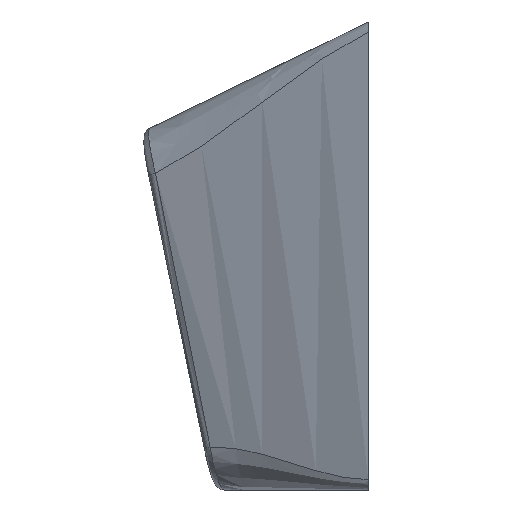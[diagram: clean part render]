
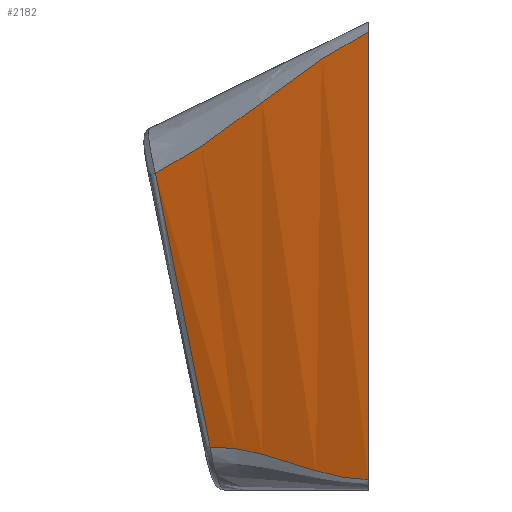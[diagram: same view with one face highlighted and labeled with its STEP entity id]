
A CAD part, left-side view. The second image highlights one B-rep face of the part: STEP entity #2182.
In plain terms, the highlighted free-form (B-spline) face has degree [3, 1] with [6, 2] control points.
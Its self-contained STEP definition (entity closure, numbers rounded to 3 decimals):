
#1959=VERTEX_POINT('',#1960);
#1960=CARTESIAN_POINT('',(0.0,0.0,-0.383));
#1972=EDGE_CURVE('',#1959,#1973,#1975,.F.);
#1973=VERTEX_POINT('',#1974);
#1974=CARTESIAN_POINT('',(0.0,0.0,-17.6));
#1975=LINE('',#1976,#1977);
#1976=CARTESIAN_POINT('',(0.0,0.0,0.0));
#1977=VECTOR('',#1978,1.0);
#1978=DIRECTION('',(0.0,0.0,1.0));
#2182=ADVANCED_FACE('',(#2183),#2290,.F.);
#2183=FACE_BOUND('',#2184,.T.);
#2184=EDGE_LOOP('',(#2185,#2227,#2242,#2289));
#2185=ORIENTED_EDGE('',*,*,#2186,.T.);
#2186=EDGE_CURVE('',#1959,#2187,#2189,.T.);
#2187=VERTEX_POINT('',#2188);
#2188=CARTESIAN_POINT('',(2.9,8.179,-5.82));
#2189=B_SPLINE_CURVE_WITH_KNOTS('',4,(#2190,#2191,#2192,#2193,#2194,#2195,#2196,#2197,#2198,#2199,#2200,#2201,#2202,#2203,#2204,#2205,#2206,#2207,#2208,#2209,#2210,#2211,#2212,#2213,#2214,#2215,#2216,#2217,#2218,#2219,#2220,#2221,#2222,#2223,#2224,#2225,#2226),.UNSPECIFIED.,.F.,.U.,(5,4,4,4,4,4,4,4,4,5),(0.0,0.125,0.25,0.375,0.5,0.625,0.75,0.875,0.938,0.97),.UNSPECIFIED.);
#2190=CARTESIAN_POINT('',(0.,0.,-0.383));
#2191=CARTESIAN_POINT('',(0.092,0.267,-0.517));
#2192=CARTESIAN_POINT('',(0.185,0.539,-0.664));
#2193=CARTESIAN_POINT('',(0.28,0.815,-0.823));
#2194=CARTESIAN_POINT('',(0.377,1.096,-0.993));
#2195=CARTESIAN_POINT('',(0.464,1.35,-1.148));
#2196=CARTESIAN_POINT('',(0.555,1.612,-1.315));
#2197=CARTESIAN_POINT('',(0.648,1.881,-1.494));
#2198=CARTESIAN_POINT('',(0.744,2.157,-1.683));
#2199=CARTESIAN_POINT('',(0.827,2.394,-1.847));
#2200=CARTESIAN_POINT('',(0.915,2.647,-2.026));
#2201=CARTESIAN_POINT('',(1.008,2.914,-2.219));
#2202=CARTESIAN_POINT('',(1.107,3.195,-2.426));
#2203=CARTESIAN_POINT('',(1.177,3.392,-2.572));
#2204=CARTESIAN_POINT('',(1.261,3.63,-2.75));
#2205=CARTESIAN_POINT('',(1.359,3.906,-2.958));
#2206=CARTESIAN_POINT('',(1.471,4.222,-3.195));
#2207=CARTESIAN_POINT('',(1.613,4.619,-3.495));
#2208=CARTESIAN_POINT('',(1.722,4.921,-3.72));
#2209=CARTESIAN_POINT('',(1.798,5.131,-3.876));
#2210=CARTESIAN_POINT('',(1.84,5.249,-3.962));
#2211=CARTESIAN_POINT('',(1.946,5.542,-4.177));
#2212=CARTESIAN_POINT('',(2.044,5.813,-4.37));
#2213=CARTESIAN_POINT('',(2.134,6.062,-4.544));
#2214=CARTESIAN_POINT('',(2.217,6.289,-4.698));
#2215=CARTESIAN_POINT('',(2.321,6.575,-4.89));
#2216=CARTESIAN_POINT('',(2.419,6.847,-5.067));
#2217=CARTESIAN_POINT('',(2.514,7.107,-5.227));
#2218=CARTESIAN_POINT('',(2.604,7.355,-5.373));
#2219=CARTESIAN_POINT('',(2.654,7.495,-5.455));
#2220=CARTESIAN_POINT('',(2.704,7.633,-5.533));
#2221=CARTESIAN_POINT('',(2.753,7.769,-5.607));
#2222=CARTESIAN_POINT('',(2.801,7.902,-5.677));
#2223=CARTESIAN_POINT('',(2.819,7.954,-5.705));
#2224=CARTESIAN_POINT('',(2.842,8.017,-5.738));
#2225=CARTESIAN_POINT('',(2.869,8.092,-5.776));
#2226=CARTESIAN_POINT('',(2.9,8.179,-5.82));
#2227=ORIENTED_EDGE('',*,*,#2228,.T.);
#2228=EDGE_CURVE('',#2187,#2229,#2231,.T.);
#2229=VERTEX_POINT('',#2230);
#2230=CARTESIAN_POINT('',(2.88,6.08,-16.347));
#2231=B_SPLINE_CURVE_WITH_KNOTS('',3,(#2232,#2233,#2234,#2235,#2236,#2237,#2238,#2239,#2240,#2241),.UNSPECIFIED.,.F.,.U.,(4,2,2,2,4),(-5.158,0.,5.367,10.734,15.893),.UNSPECIFIED.);
#2232=CARTESIAN_POINT('',(2.908,9.195,-0.763));
#2233=CARTESIAN_POINT('',(2.906,8.856,-2.449));
#2234=CARTESIAN_POINT('',(2.903,8.517,-4.135));
#2235=CARTESIAN_POINT('',(2.897,7.827,-7.574));
#2236=CARTESIAN_POINT('',(2.894,7.476,-9.328));
#2237=CARTESIAN_POINT('',(2.887,6.776,-12.837));
#2238=CARTESIAN_POINT('',(2.884,6.428,-14.592));
#2239=CARTESIAN_POINT('',(2.877,5.747,-18.033));
#2240=CARTESIAN_POINT('',(2.873,5.414,-19.72));
#2241=CARTESIAN_POINT('',(2.87,5.084,-21.407));
#2242=ORIENTED_EDGE('',*,*,#2243,.T.);
#2243=EDGE_CURVE('',#2229,#1973,#2244,.T.);
#2244=B_SPLINE_CURVE_WITH_KNOTS('',4,(#2245,#2246,#2247,#2248,#2249,#2250,#2251,#2252,#2253,#2254,#2255,#2256,#2257,#2258,#2259,#2260,#2261,#2262,#2263,#2264,#2265,#2266,#2267,#2268,#2269,#2270,#2271,#2272,#2273,#2274,#2275,#2276,#2277,#2278,#2279,#2280,#2281,#2282,#2283,#2284,#2285,#2286,#2287,#2288),.UNSPECIFIED.,.F.,.U.,(5,4,4,4,4,4,4,3,4,4,4,5),(0.037,0.063,0.125,0.25,0.375,0.438,0.5,0.509,0.625,0.75,0.875,1.0),.UNSPECIFIED.);
#2245=CARTESIAN_POINT('',(2.88,6.08,-16.347));
#2246=CARTESIAN_POINT('',(2.859,6.035,-16.346));
#2247=CARTESIAN_POINT('',(2.841,5.996,-16.345));
#2248=CARTESIAN_POINT('',(2.825,5.963,-16.344));
#2249=CARTESIAN_POINT('',(2.813,5.938,-16.344));
#2250=CARTESIAN_POINT('',(2.768,5.841,-16.344));
#2251=CARTESIAN_POINT('',(2.723,5.743,-16.346));
#2252=CARTESIAN_POINT('',(2.676,5.643,-16.35));
#2253=CARTESIAN_POINT('',(2.629,5.54,-16.358));
#2254=CARTESIAN_POINT('',(2.544,5.358,-16.371));
#2255=CARTESIAN_POINT('',(2.455,5.165,-16.393));
#2256=CARTESIAN_POINT('',(2.362,4.961,-16.425));
#2257=CARTESIAN_POINT('',(2.263,4.746,-16.467));
#2258=CARTESIAN_POINT('',(2.186,4.577,-16.501));
#2259=CARTESIAN_POINT('',(2.099,4.389,-16.543));
#2260=CARTESIAN_POINT('',(2.004,4.181,-16.595));
#2261=CARTESIAN_POINT('',(1.899,3.954,-16.659));
#2262=CARTESIAN_POINT('',(1.862,3.873,-16.681));
#2263=CARTESIAN_POINT('',(1.819,3.78,-16.708));
#2264=CARTESIAN_POINT('',(1.77,3.675,-16.739));
#2265=CARTESIAN_POINT('',(1.716,3.558,-16.774));
#2266=CARTESIAN_POINT('',(1.67,3.459,-16.804));
#2267=CARTESIAN_POINT('',(1.624,3.36,-16.835));
#2268=CARTESIAN_POINT('',(1.578,3.261,-16.866));
#2269=CARTESIAN_POINT('',(1.531,3.163,-16.897));
#2270=CARTESIAN_POINT('',(1.523,3.146,-16.903));
#2271=CARTESIAN_POINT('',(1.516,3.129,-16.908));
#2272=CARTESIAN_POINT('',(1.508,3.112,-16.913));
#2273=CARTESIAN_POINT('',(1.404,2.89,-16.984));
#2274=CARTESIAN_POINT('',(1.315,2.701,-17.045));
#2275=CARTESIAN_POINT('',(1.232,2.528,-17.1));
#2276=CARTESIAN_POINT('',(1.158,2.371,-17.149));
#2277=CARTESIAN_POINT('',(1.055,2.157,-17.215));
#2278=CARTESIAN_POINT('',(0.958,1.954,-17.275));
#2279=CARTESIAN_POINT('',(0.865,1.762,-17.329));
#2280=CARTESIAN_POINT('',(0.777,1.581,-17.375));
#2281=CARTESIAN_POINT('',(0.676,1.372,-17.428));
#2282=CARTESIAN_POINT('',(0.578,1.172,-17.473));
#2283=CARTESIAN_POINT('',(0.483,0.978,-17.51));
#2284=CARTESIAN_POINT('',(0.39,0.79,-17.539));
#2285=CARTESIAN_POINT('',(0.291,0.589,-17.569));
#2286=CARTESIAN_POINT('',(0.193,0.391,-17.59));
#2287=CARTESIAN_POINT('',(0.096,0.194,-17.6));
#2288=CARTESIAN_POINT('',(0.,0.,-17.6));
#2289=ORIENTED_EDGE('',*,*,#1972,.F.);
#2290=B_SPLINE_SURFACE_WITH_KNOTS('',3,1,((#2291,#2292),(#2293,#2294),(#2295,#2296),(#2297,#2298),(#2299,#2300),(#2301,#2302)),.UNSPECIFIED.,.F.,.F.,.U.,(4,2,4),(2,2),(0.0,0.5,1.0),(0.0,1.0),.UNSPECIFIED.);
#2291=CARTESIAN_POINT('',(0.0,0.0,-18.0));
#2292=CARTESIAN_POINT('',(0.0,0.0,0.0));
#2293=CARTESIAN_POINT('',(0.5,1.0,-18.0));
#2294=CARTESIAN_POINT('',(0.5,1.467,-0.714));
#2295=CARTESIAN_POINT('',(1.0,2.0,-18.0));
#2296=CARTESIAN_POINT('',(1.0,2.933,-1.428));
#2297=CARTESIAN_POINT('',(2.0,4.0,-18.0));
#2298=CARTESIAN_POINT('',(2.0,5.867,-2.855));
#2299=CARTESIAN_POINT('',(2.5,5.0,-18.0));
#2300=CARTESIAN_POINT('',(2.5,7.333,-3.569));
#2301=CARTESIAN_POINT('',(3.0,6.0,-18.0));
#2302=CARTESIAN_POINT('',(3.0,8.8,-4.283));
